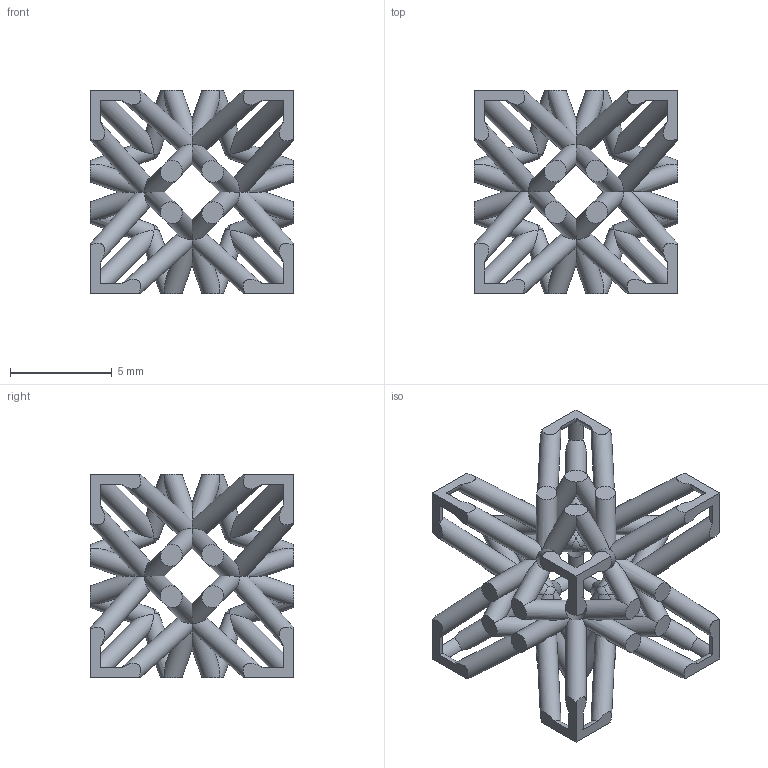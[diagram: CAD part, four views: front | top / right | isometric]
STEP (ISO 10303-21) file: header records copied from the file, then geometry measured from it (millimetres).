
FILE_DESCRIPTION(('Open CASCADE Model'),'2;1');
FILE_NAME('Open CASCADE Shape Model','2024-06-13T11:48:32',('Author'),( 'Open CASCADE'),'Open CASCADE STEP processor 7.7','Open CASCADE 7.7' ,'Unknown');
FILE_SCHEMA(('AUTOMOTIVE_DESIGN { 1 0 10303 214 1 1 1 1 }'));
Length unit declared in the file: millimetre
Products named in the file (1): Open CASCADE STEP translator 7.7 23
Bounding box: 10 x 10 x 10 mm (x, y, z)
Volume: 186.9 mm3; surface area: 740 mm2
Topology: 1 solids, 1 shells, 182 faces, 740 edges, 502 vertices
Faces by surface type: cylinder 96, plane 48, sphere 38
Full cylindrical faces by diameter (mm): 1 x72
Entity records: 23168 total; most frequent: CARTESIAN_POINT 10131, DIRECTION 2218, ORIENTED_EDGE 1480, PCURVE 1480, DEFINITIONAL_REPRESENTATION 1480, B_SPLINE_CURVE_WITH_KNOTS 960, AXIS2_PLACEMENT_3D 779, EDGE_CURVE 740
